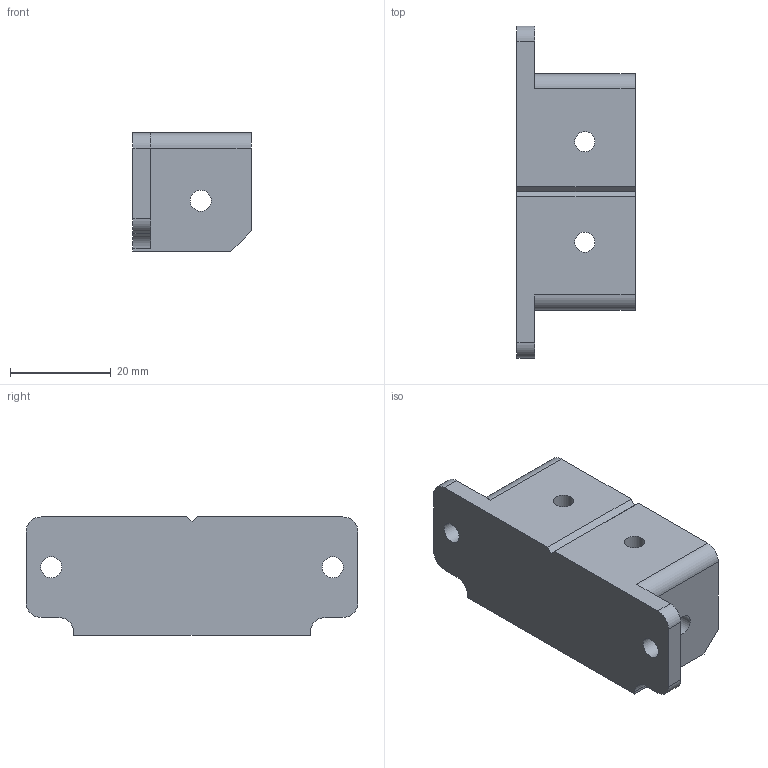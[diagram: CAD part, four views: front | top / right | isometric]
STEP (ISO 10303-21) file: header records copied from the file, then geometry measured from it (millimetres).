
FILE_DESCRIPTION(('FreeCAD Model'),'2;1');
FILE_NAME('y-vslot-idler-2040-x1.step', '2021-05-10T11:26:46',('Author'),(''), 'Open CASCADE STEP processor 7.3','FreeCAD','Unknown');
FILE_SCHEMA(('AUTOMOTIVE_DESIGN { 1 0 10303 214 1 1 1 1 }'));
Length unit declared in the file: millimetre
Products named in the file (1): idler-2040
Bounding box: 23.5 x 66 x 23.5 mm (x, y, z)
Volume: 10757.9 mm3; surface area: 7207.7 mm2
Topology: 1 solids, 1 shells, 35 faces, 103 edges, 70 vertices
Faces by surface type: plane 21, cylinder 14
Full cylindrical faces by diameter (mm): 4 x2, 4.2 x4
Entity records: 2587 total; most frequent: CARTESIAN_POINT 515, DIRECTION 379, LINE 237, VECTOR 237, ORIENTED_EDGE 206, PCURVE 206, DEFINITIONAL_REPRESENTATION 206, EDGE_CURVE 103
